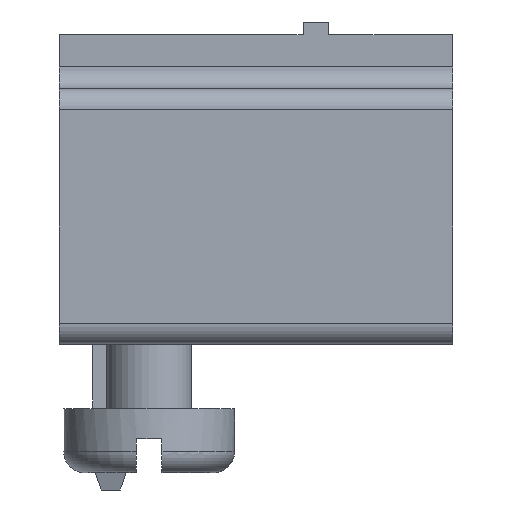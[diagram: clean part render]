
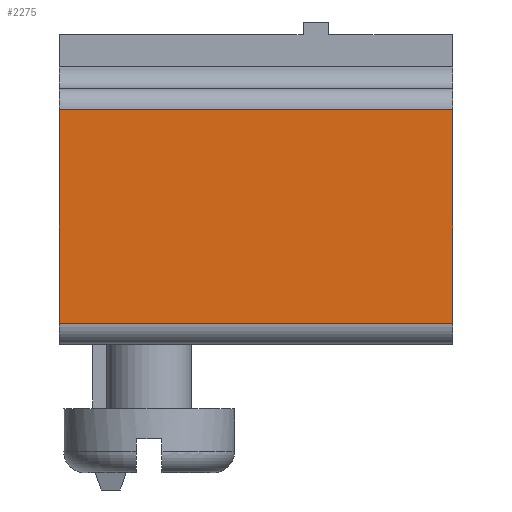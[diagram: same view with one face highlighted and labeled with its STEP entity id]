
A CAD part, left-side view. The second image highlights one B-rep face of the part: STEP entity #2275.
In plain terms, the highlighted planar face has unit normal (-1, 0, 0).
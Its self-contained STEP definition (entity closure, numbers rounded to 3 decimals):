
#32 = PLANE('',#33);
#33 = AXIS2_PLACEMENT_3D('',#34,#35,#36);
#34 = CARTESIAN_POINT('',(-6.9,1.2,0.));
#35 = DIRECTION('',(0.,1.,0.));
#36 = DIRECTION('',(-1.,0.,0.));
#57 = VERTEX_POINT('',#58);
#58 = CARTESIAN_POINT('',(-6.9,1.2,0.5));
#73 = CYLINDRICAL_SURFACE('',#74,0.5);
#74 = AXIS2_PLACEMENT_3D('',#75,#76,#77);
#75 = CARTESIAN_POINT('',(-6.4,1.2,0.5));
#76 = DIRECTION('',(0.,-1.,0.));
#77 = DIRECTION('',(0.,0.,-1.));
#85 = EDGE_CURVE('',#86,#57,#88,.T.);
#86 = VERTEX_POINT('',#87);
#87 = CARTESIAN_POINT('',(-6.9,1.2,5.5));
#88 = SURFACE_CURVE('',#89,(#93,#100),.PCURVE_S1.);
#89 = LINE('',#90,#91);
#90 = CARTESIAN_POINT('',(-6.9,1.2,6.));
#91 = VECTOR('',#92,1.);
#92 = DIRECTION('',(0.,0.,-1.));
#93 = PCURVE('',#32,#94);
#94 = DEFINITIONAL_REPRESENTATION('',(#95),#99);
#95 = LINE('',#96,#97);
#96 = CARTESIAN_POINT('',(0.,6.));
#97 = VECTOR('',#98,1.);
#98 = DIRECTION('',(0.,-1.));
#99 = ( GEOMETRIC_REPRESENTATION_CONTEXT(2)
PARAMETRIC_REPRESENTATION_CONTEXT() REPRESENTATION_CONTEXT('2D SPACE',''
) );
#100 = PCURVE('',#101,#106);
#101 = PLANE('',#102);
#102 = AXIS2_PLACEMENT_3D('',#103,#104,#105);
#103 = CARTESIAN_POINT('',(-6.9,1.2,6.));
#104 = DIRECTION('',(1.,0.,0.));
#105 = DIRECTION('',(0.,0.,-1.));
#106 = DEFINITIONAL_REPRESENTATION('',(#107),#111);
#107 = LINE('',#108,#109);
#108 = CARTESIAN_POINT('',(0.,0.));
#109 = VECTOR('',#110,1.);
#110 = DIRECTION('',(1.,0.));
#111 = ( GEOMETRIC_REPRESENTATION_CONTEXT(2)
PARAMETRIC_REPRESENTATION_CONTEXT() REPRESENTATION_CONTEXT('2D SPACE',''
) );
#134 = CYLINDRICAL_SURFACE('',#135,0.5);
#135 = AXIS2_PLACEMENT_3D('',#136,#137,#138);
#136 = CARTESIAN_POINT('',(-6.4,1.2,5.5));
#137 = DIRECTION('',(0.,-1.,0.));
#138 = DIRECTION('',(0.,0.,1.));
#479 = PLANE('',#480);
#480 = AXIS2_PLACEMENT_3D('',#481,#482,#483);
#481 = CARTESIAN_POINT('',(-6.9,-8.,0.));
#482 = DIRECTION('',(0.,1.,0.));
#483 = DIRECTION('',(-1.,0.,0.));
#2176 = EDGE_CURVE('',#57,#2177,#2179,.T.);
#2177 = VERTEX_POINT('',#2178);
#2178 = CARTESIAN_POINT('',(-6.9,-8.,0.5));
#2179 = SURFACE_CURVE('',#2180,(#2184,#2191),.PCURVE_S1.);
#2180 = LINE('',#2181,#2182);
#2181 = CARTESIAN_POINT('',(-6.9,1.2,0.5));
#2182 = VECTOR('',#2183,1.);
#2183 = DIRECTION('',(0.,-1.,0.));
#2184 = PCURVE('',#73,#2185);
#2185 = DEFINITIONAL_REPRESENTATION('',(#2186),#2190);
#2186 = LINE('',#2187,#2188);
#2187 = CARTESIAN_POINT('',(-1.571,0.));
#2188 = VECTOR('',#2189,1.);
#2189 = DIRECTION('',(0.,1.));
#2190 = ( GEOMETRIC_REPRESENTATION_CONTEXT(2)
PARAMETRIC_REPRESENTATION_CONTEXT() REPRESENTATION_CONTEXT('2D SPACE',''
) );
#2191 = PCURVE('',#101,#2192);
#2192 = DEFINITIONAL_REPRESENTATION('',(#2193),#2197);
#2193 = LINE('',#2194,#2195);
#2194 = CARTESIAN_POINT('',(5.5,0.));
#2195 = VECTOR('',#2196,1.);
#2196 = DIRECTION('',(0.,-1.));
#2197 = ( GEOMETRIC_REPRESENTATION_CONTEXT(2)
PARAMETRIC_REPRESENTATION_CONTEXT() REPRESENTATION_CONTEXT('2D SPACE',''
) );
#2275 = ADVANCED_FACE('',(#2276),#101,.F.);
#2276 = FACE_BOUND('',#2277,.F.);
#2277 = EDGE_LOOP('',(#2278,#2279,#2302,#2323));
#2278 = ORIENTED_EDGE('',*,*,#85,.F.);
#2279 = ORIENTED_EDGE('',*,*,#2280,.T.);
#2280 = EDGE_CURVE('',#86,#2281,#2283,.T.);
#2281 = VERTEX_POINT('',#2282);
#2282 = CARTESIAN_POINT('',(-6.9,-8.,5.5));
#2283 = SURFACE_CURVE('',#2284,(#2288,#2295),.PCURVE_S1.);
#2284 = LINE('',#2285,#2286);
#2285 = CARTESIAN_POINT('',(-6.9,1.2,5.5));
#2286 = VECTOR('',#2287,1.);
#2287 = DIRECTION('',(0.,-1.,0.));
#2288 = PCURVE('',#101,#2289);
#2289 = DEFINITIONAL_REPRESENTATION('',(#2290),#2294);
#2290 = LINE('',#2291,#2292);
#2291 = CARTESIAN_POINT('',(0.5,0.));
#2292 = VECTOR('',#2293,1.);
#2293 = DIRECTION('',(0.,-1.));
#2294 = ( GEOMETRIC_REPRESENTATION_CONTEXT(2)
PARAMETRIC_REPRESENTATION_CONTEXT() REPRESENTATION_CONTEXT('2D SPACE',''
) );
#2295 = PCURVE('',#134,#2296);
#2296 = DEFINITIONAL_REPRESENTATION('',(#2297),#2301);
#2297 = LINE('',#2298,#2299);
#2298 = CARTESIAN_POINT('',(1.571,0.));
#2299 = VECTOR('',#2300,1.);
#2300 = DIRECTION('',(0.,1.));
#2301 = ( GEOMETRIC_REPRESENTATION_CONTEXT(2)
PARAMETRIC_REPRESENTATION_CONTEXT() REPRESENTATION_CONTEXT('2D SPACE',''
) );
#2302 = ORIENTED_EDGE('',*,*,#2303,.T.);
#2303 = EDGE_CURVE('',#2281,#2177,#2304,.T.);
#2304 = SURFACE_CURVE('',#2305,(#2309,#2316),.PCURVE_S1.);
#2305 = LINE('',#2306,#2307);
#2306 = CARTESIAN_POINT('',(-6.9,-8.,6.));
#2307 = VECTOR('',#2308,1.);
#2308 = DIRECTION('',(0.,0.,-1.));
#2309 = PCURVE('',#101,#2310);
#2310 = DEFINITIONAL_REPRESENTATION('',(#2311),#2315);
#2311 = LINE('',#2312,#2313);
#2312 = CARTESIAN_POINT('',(0.,-9.2));
#2313 = VECTOR('',#2314,1.);
#2314 = DIRECTION('',(1.,0.));
#2315 = ( GEOMETRIC_REPRESENTATION_CONTEXT(2)
PARAMETRIC_REPRESENTATION_CONTEXT() REPRESENTATION_CONTEXT('2D SPACE',''
) );
#2316 = PCURVE('',#479,#2317);
#2317 = DEFINITIONAL_REPRESENTATION('',(#2318),#2322);
#2318 = LINE('',#2319,#2320);
#2319 = CARTESIAN_POINT('',(0.,6.));
#2320 = VECTOR('',#2321,1.);
#2321 = DIRECTION('',(0.,-1.));
#2322 = ( GEOMETRIC_REPRESENTATION_CONTEXT(2)
PARAMETRIC_REPRESENTATION_CONTEXT() REPRESENTATION_CONTEXT('2D SPACE',''
) );
#2323 = ORIENTED_EDGE('',*,*,#2176,.F.);
